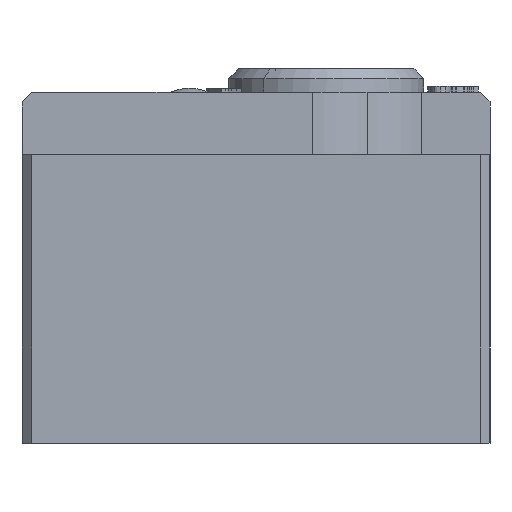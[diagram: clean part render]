
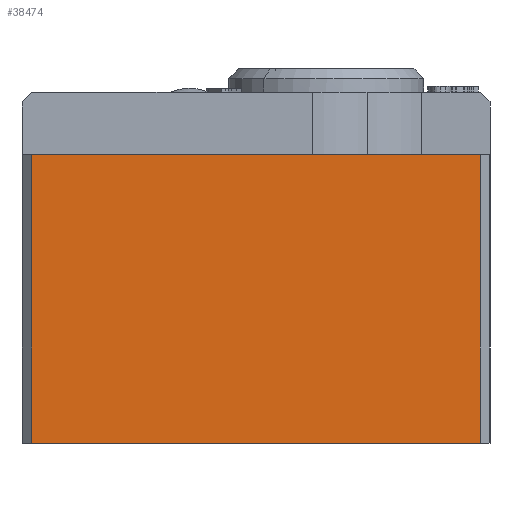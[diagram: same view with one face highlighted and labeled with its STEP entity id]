
A CAD part, front view. The second image highlights one B-rep face of the part: STEP entity #38474.
In plain terms, the highlighted planar face has unit normal (0, -1, 0).
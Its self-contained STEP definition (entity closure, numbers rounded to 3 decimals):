
#38454=AXIS2_PLACEMENT_3D('Plane Axis2P3D',#38451,#38452,#38453) ;
#30868=CARTESIAN_POINT('Vertex',(23.5,0.,0.)) ;
#30871=CARTESIAN_POINT('Line Origine',(12.,0.,0.)) ;
#30875=CARTESIAN_POINT('Vertex',(0.5,0.,0.)) ;
#38436=CARTESIAN_POINT('Vertex',(23.5,0.,14.8)) ;
#38439=CARTESIAN_POINT('Line Origine',(23.5,0.,7.4)) ;
#38451=CARTESIAN_POINT('Axis2P3D Location',(0.,0.,0.)) ;
#38456=CARTESIAN_POINT('Line Origine',(12.,0.,14.8)) ;
#38460=CARTESIAN_POINT('Vertex',(0.5,0.,14.8)) ;
#38463=CARTESIAN_POINT('Line Origine',(0.5,0.,7.4)) ;
#30872=DIRECTION('Vector Direction',(1.,0.,0.)) ;
#38440=DIRECTION('Vector Direction',(0.,0.,-1.)) ;
#38452=DIRECTION('Axis2P3D Direction',(0.,-1.,0.)) ;
#38453=DIRECTION('Axis2P3D XDirection',(1.,0.,0.)) ;
#38457=DIRECTION('Vector Direction',(-1.,0.,0.)) ;
#38464=DIRECTION('Vector Direction',(0.,0.,1.)) ;
#30873=VECTOR('Line Direction',#30872,1.) ;
#38441=VECTOR('Line Direction',#38440,1.) ;
#38458=VECTOR('Line Direction',#38457,1.) ;
#38465=VECTOR('Line Direction',#38464,1.) ;
#38469=ORIENTED_EDGE('',*,*,#38443,.F.) ;
#38470=ORIENTED_EDGE('',*,*,#38462,.T.) ;
#38471=ORIENTED_EDGE('',*,*,#38467,.F.) ;
#38472=ORIENTED_EDGE('',*,*,#30877,.T.) ;
#38474=ADVANCED_FACE('Hauptk\X2\00F6\X0\rper',(#38473),#38455,.T.) ;
#30877=EDGE_CURVE('',#30876,#30869,#30874,.T.) ;
#38443=EDGE_CURVE('',#38437,#30869,#38442,.T.) ;
#38462=EDGE_CURVE('',#38437,#38461,#38459,.T.) ;
#38467=EDGE_CURVE('',#30876,#38461,#38466,.T.) ;
#38468=EDGE_LOOP('',(#38469,#38470,#38471,#38472)) ;
#38473=FACE_OUTER_BOUND('',#38468,.T.) ;
#30874=LINE('Line',#30871,#30873) ;
#38442=LINE('Line',#38439,#38441) ;
#38459=LINE('Line',#38456,#38458) ;
#38466=LINE('Line',#38463,#38465) ;
#38455=PLANE('',#38454) ;
#30869=VERTEX_POINT('',#30868) ;
#30876=VERTEX_POINT('',#30875) ;
#38437=VERTEX_POINT('',#38436) ;
#38461=VERTEX_POINT('',#38460) ;
